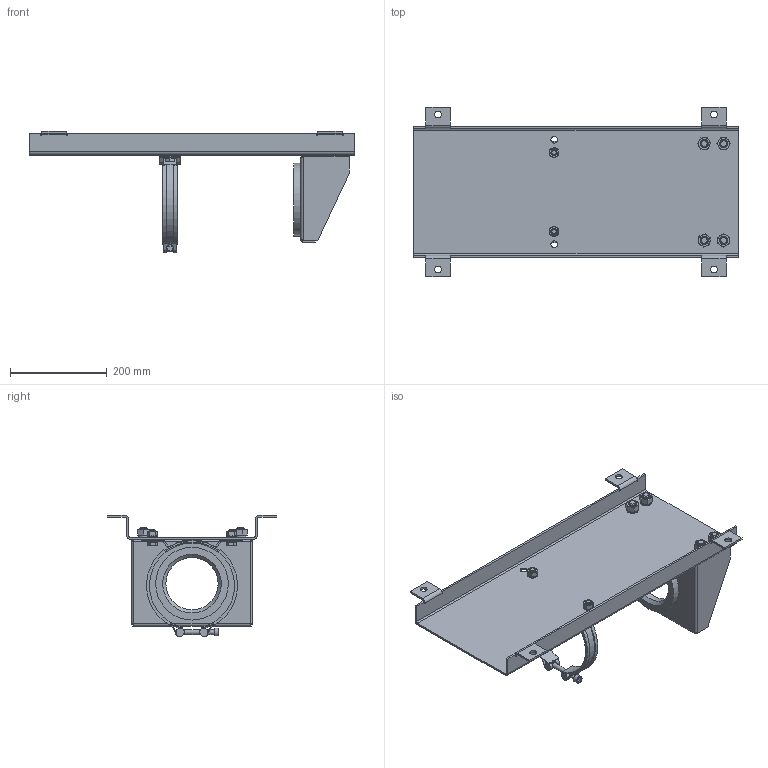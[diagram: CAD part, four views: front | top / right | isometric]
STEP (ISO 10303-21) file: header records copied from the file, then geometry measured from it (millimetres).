
FILE_DESCRIPTION( ( 'Unknown' ), '1' );
FILE_NAME( 'BS_4-10 L-11_999925.stp', 'Unknown', ( 'Unknown' ), ( 'Unknown' ), 'PSStep 16.0.42', 'Unknown', ' ' );
FILE_SCHEMA( ( 'AUTOMOTIVE_DESIGN { 1 0 10303 214 1 1 1 1 }' ) );
Length unit declared in the file: millimetre
Products named in the file (12): Assem1; 01-FZ00025; 202513; 999928; Screw_DIN_933_M16x30_v9.50; Washer_DIN_125_1_A_17_v9.50; Washer_DIN_127_B_16_v9.50; Nut_DIN_934_1987_M16_v9.50; Washer_DIN_125_1_A_13_v9.50; Screw_DIN_933_M12x25_v9.50; Washer_DIN_127_B_12_v9.50; Nut_DIN_934_1987_M12_v9.50
Assembly tree (27 placements, depth 2):
  Assem1
    01-FZ00025
    202513
    999928
    Screw_DIN_933_M16x30_v9.50  x4
    Washer_DIN_125_1_A_17_v9.50  x4
    Washer_DIN_127_B_16_v9.50  x4
    Nut_DIN_934_1987_M16_v9.50  x4
    Washer_DIN_125_1_A_13_v9.50  x2
    Screw_DIN_933_M12x25_v9.50  x2
    Washer_DIN_127_B_12_v9.50  x2
    Nut_DIN_934_1987_M12_v9.50  x2
Bounding box: 670 x 350 x 250.14 mm (x, y, z)
Volume: 1541968.5 mm3; surface area: 793587.6 mm2
Topology: 27 solids, 27 shells, 574 faces, 1439 edges, 924 vertices
Faces by surface type: plane 327, cylinder 168, cone 68, torus 7, extrusion 4
Full cylindrical faces by diameter (mm): 9.853 x2, 10 x3, 10.106 x2, 12 x4, 13 x2, 13.546 x4, 13.835 x4, 14 x6, 15 x2, 16 x9, 16.63 x2, 17 x4, 18 x8, 22.49 x4, 24 x2, 30 x4, 108 x1, 119 x1, 122 x1, 150 x1
Entity records: 16073 total; most frequent: CARTESIAN_POINT 3237, DIRECTION 1998, ORIENTED_EDGE 1934, EDGE_CURVE 967, AXIS2_PLACEMENT_3D 705, VERTEX_POINT 655, VECTOR 588, LINE 584
